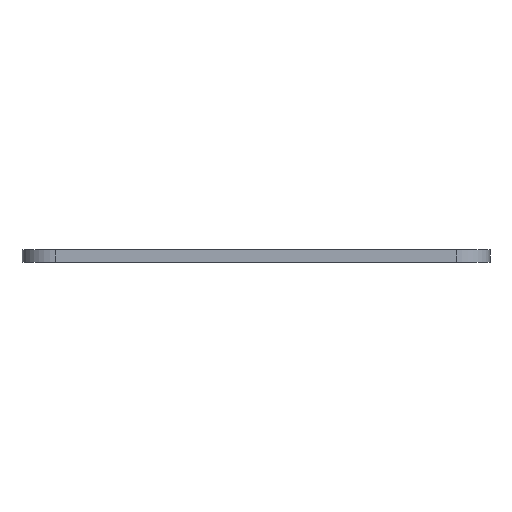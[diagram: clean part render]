
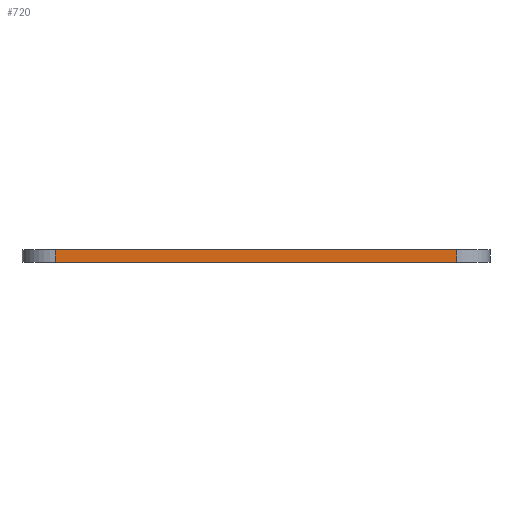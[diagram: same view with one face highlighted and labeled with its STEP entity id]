
A CAD part, front view. The second image highlights one B-rep face of the part: STEP entity #720.
In plain terms, the highlighted planar face has unit normal (0, -1, 0).
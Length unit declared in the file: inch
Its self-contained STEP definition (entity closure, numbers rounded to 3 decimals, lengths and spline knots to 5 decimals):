
#14 = CARTESIAN_POINT ( 'NONE',  ( 0., 88.2495, 0. ) ) ;
#42 = CARTESIAN_POINT ( 'NONE',  ( 58.90901, 88.2495, 0.05906 ) ) ;
#48 = CARTESIAN_POINT ( 'NONE',  ( 58.90901, 88.2495, 0. ) ) ;
#62 = DIRECTION ( 'NONE',  ( 0., 1., 0. ) ) ;
#111 = DIRECTION ( 'NONE',  ( 0., 0., -1. ) ) ;
#113 = DIRECTION ( 'NONE',  ( 0., 0., 1. ) ) ;
#117 = FACE_OUTER_BOUND ( 'NONE', #668, .T. ) ;
#131 = VECTOR ( 'NONE', #678, 39.37008 ) ;
#140 = ORIENTED_EDGE ( 'NONE', *, *, #315, .T. ) ;
#166 = LINE ( 'NONE', #706, #250 ) ;
#173 = CARTESIAN_POINT ( 'NONE',  ( 0., 88.2495, 0.05906 ) ) ;
#212 = DIRECTION ( 'NONE',  ( 0., 0., -1. ) ) ;
#250 = VECTOR ( 'NONE', #560, 39.37008 ) ;
#258 = EDGE_CURVE ( 'NONE', #654, #386, #731, .T. ) ;
#273 = LINE ( 'NONE', #14, #131 ) ;
#315 = EDGE_CURVE ( 'NONE', #386, #716, #273, .T. ) ;
#334 = EDGE_CURVE ( 'NONE', #494, #716, #605, .T. ) ;
#381 = PLANE ( 'NONE',  #745 ) ;
#386 = VERTEX_POINT ( 'NONE', #621 ) ;
#468 = EDGE_CURVE ( 'NONE', #654, #494, #166, .T. ) ;
#494 = VERTEX_POINT ( 'NONE', #42 ) ;
#560 = DIRECTION ( 'NONE',  ( 1., 0., 0. ) ) ;
#567 = ORIENTED_EDGE ( 'NONE', *, *, #334, .F. ) ;
#605 = LINE ( 'NONE', #673, #815 ) ;
#621 = CARTESIAN_POINT ( 'NONE',  ( 57.01924, 88.2495, 0. ) ) ;
#630 = ORIENTED_EDGE ( 'NONE', *, *, #468, .F. ) ;
#654 = VERTEX_POINT ( 'NONE', #659 ) ;
#659 = CARTESIAN_POINT ( 'NONE',  ( 57.01924, 88.2495, 0.05906 ) ) ;
#668 = EDGE_LOOP ( 'NONE', ( #140, #567, #630, #859 ) ) ;
#673 = CARTESIAN_POINT ( 'NONE',  ( 58.90901, 88.2495, 0.05906 ) ) ;
#678 = DIRECTION ( 'NONE',  ( 1., 0., 0. ) ) ;
#706 = CARTESIAN_POINT ( 'NONE',  ( 0., 88.2495, 0.05906 ) ) ;
#716 = VERTEX_POINT ( 'NONE', #48 ) ;
#720 = ADVANCED_FACE ( 'NONE', ( #117 ), #381, .F. ) ;
#731 = LINE ( 'NONE', #877, #813 ) ;
#745 = AXIS2_PLACEMENT_3D ( 'NONE', #173, #62, #113 ) ;
#813 = VECTOR ( 'NONE', #111, 39.37008 ) ;
#815 = VECTOR ( 'NONE', #212, 39.37008 ) ;
#859 = ORIENTED_EDGE ( 'NONE', *, *, #258, .T. ) ;
#877 = CARTESIAN_POINT ( 'NONE',  ( 57.01924, 88.2495, 0.05906 ) ) ;
